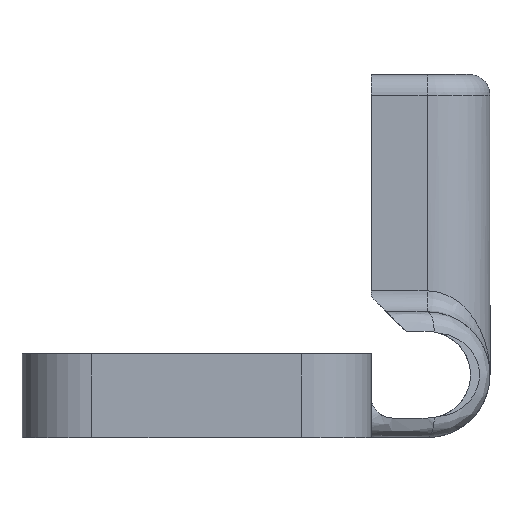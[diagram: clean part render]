
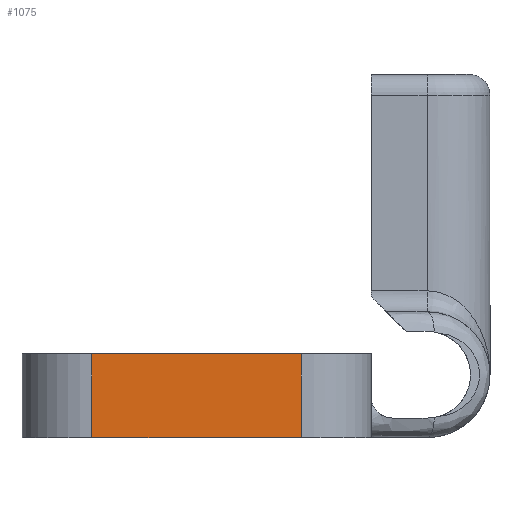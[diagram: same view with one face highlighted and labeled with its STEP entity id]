
A CAD part, left-side view. The second image highlights one B-rep face of the part: STEP entity #1075.
In plain terms, the highlighted planar face has unit normal (-1, 0, 0).
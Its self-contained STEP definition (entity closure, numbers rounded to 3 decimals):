
#166 = CARTESIAN_POINT ( 'NONE',  ( -97.43, 15.945, 12. ) ) ;
#234 = DIRECTION ( 'NONE',  ( 0., 0., -1. ) ) ;
#253 = LINE ( 'NONE', #1439, #1194 ) ;
#503 = VERTEX_POINT ( 'NONE', #166 ) ;
#736 = ORIENTED_EDGE ( 'NONE', *, *, #2502, .T. ) ;
#742 = ORIENTED_EDGE ( 'NONE', *, *, #1949, .T. ) ;
#785 = PLANE ( 'NONE',  #1690 ) ;
#1044 = EDGE_CURVE ( 'NONE', #1589, #503, #253, .T. ) ;
#1075 = ADVANCED_FACE ( 'NONE', ( #2299 ), #785, .F. ) ;
#1077 = DIRECTION ( 'NONE',  ( 0., 1., 0. ) ) ;
#1170 = LINE ( 'NONE', #3781, #2613 ) ;
#1194 = VECTOR ( 'NONE', #1077, 1000. ) ;
#1439 = CARTESIAN_POINT ( 'NONE',  ( -97.43, 25.945, 12. ) ) ;
#1468 = LINE ( 'NONE', #3850, #2415 ) ;
#1589 = VERTEX_POINT ( 'NONE', #2515 ) ;
#1690 = AXIS2_PLACEMENT_3D ( 'NONE', #2888, #3782, #234 ) ;
#1949 = EDGE_CURVE ( 'NONE', #3437, #2208, #1170, .T. ) ;
#2057 = DIRECTION ( 'NONE',  ( 0., -1., 0. ) ) ;
#2061 = EDGE_LOOP ( 'NONE', ( #742, #3858, #2072, #736 ) ) ;
#2072 = ORIENTED_EDGE ( 'NONE', *, *, #1044, .T. ) ;
#2208 = VERTEX_POINT ( 'NONE', #2755 ) ;
#2299 = FACE_OUTER_BOUND ( 'NONE', #2061, .T. ) ;
#2377 = DIRECTION ( 'NONE',  ( 0., 0., 1. ) ) ;
#2415 = VECTOR ( 'NONE', #2377, 1000. ) ;
#2502 = EDGE_CURVE ( 'NONE', #503, #3437, #2660, .T. ) ;
#2515 = CARTESIAN_POINT ( 'NONE',  ( -97.43, -14.055, 12. ) ) ;
#2613 = VECTOR ( 'NONE', #2057, 1000. ) ;
#2619 = VECTOR ( 'NONE', #3526, 1000. ) ;
#2660 = LINE ( 'NONE', #3031, #2619 ) ;
#2755 = CARTESIAN_POINT ( 'NONE',  ( -97.43, -14.055, 0. ) ) ;
#2888 = CARTESIAN_POINT ( 'NONE',  ( -97.43, 0., 0. ) ) ;
#3031 = CARTESIAN_POINT ( 'NONE',  ( -97.43, 15.945, 0. ) ) ;
#3364 = CARTESIAN_POINT ( 'NONE',  ( -97.43, 15.945, 0. ) ) ;
#3437 = VERTEX_POINT ( 'NONE', #3364 ) ;
#3526 = DIRECTION ( 'NONE',  ( 0., 0., -1. ) ) ;
#3781 = CARTESIAN_POINT ( 'NONE',  ( -97.43, -24.055, 0. ) ) ;
#3782 = DIRECTION ( 'NONE',  ( 1., 0., 0. ) ) ;
#3827 = EDGE_CURVE ( 'NONE', #2208, #1589, #1468, .T. ) ;
#3850 = CARTESIAN_POINT ( 'NONE',  ( -97.43, -14.055, 0. ) ) ;
#3858 = ORIENTED_EDGE ( 'NONE', *, *, #3827, .T. ) ;
